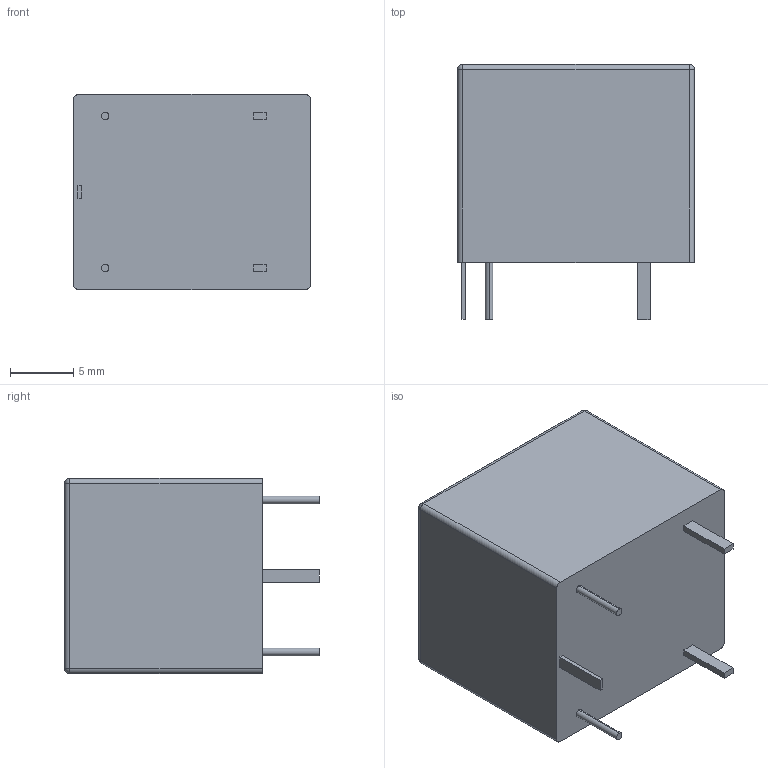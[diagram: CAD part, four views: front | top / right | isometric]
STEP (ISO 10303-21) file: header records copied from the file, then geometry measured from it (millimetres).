
FILE_DESCRIPTION (( 'STEP AP214' ), '1' );
FILE_NAME ('Ðåëå.STEP', '2020-06-10T15:11:22', ( 'pkot' ), ( '' ), 'SwSTEP 2.0', 'SolidWorks 2020', '' );
FILE_SCHEMA (( 'AUTOMOTIVE_DESIGN' ));
Length unit declared in the file: millimetre
Products named in the file (1): 凎錼
Bounding box: 18.7 x 20.1 x 15.4 mm (x, y, z)
Volume: 4494.1 mm3; surface area: 1674.8 mm2
Topology: 1 solids, 1 shells, 66 faces, 146 edges, 84 vertices
Faces by surface type: plane 28, cylinder 22, torus 12, sphere 4
Entity records: 2534 total; most frequent: DIRECTION 340, CARTESIAN_POINT 293, ORIENTED_EDGE 284, EDGE_CURVE 142, AXIS2_PLACEMENT_3D 131, VERTEX_POINT 84, VECTOR 78, LINE 78
